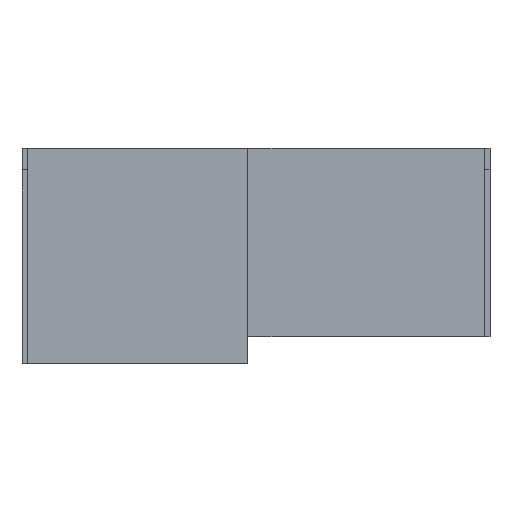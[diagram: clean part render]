
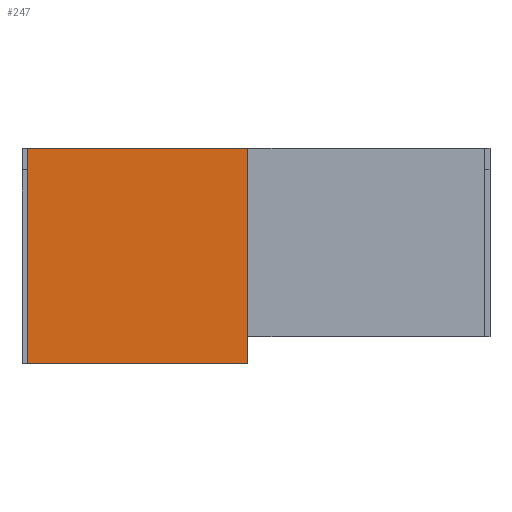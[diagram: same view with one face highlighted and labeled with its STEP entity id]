
A CAD part, front view. The second image highlights one B-rep face of the part: STEP entity #247.
In plain terms, the highlighted planar face has unit normal (0, -1, 0).
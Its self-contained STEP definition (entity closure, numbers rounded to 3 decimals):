
#41=CARTESIAN_POINT('POINT5',(340.36,119.38,457.2));
#42=VERTEX_POINT('VERTEX5',#41);
#75=CARTESIAN_POINT('POINT10',(444.5,119.38,457.2));
#76=VERTEX_POINT('VERTEX10',#75);
#83=CARTESIAN_POINT('POS11',(444.5,119.38,457.2));
#84=DIRECTION('DIR12',(-1.,0.,0.));
#85=VECTOR('VEC10',#84,25.4);
#86=LINE('STRAIGHT10',#83,#85);
#87=EDGE_CURVE('EDGE10',#76,#42,#86,.T.);
#200=CARTESIAN_POINT('POINT15',(444.5,119.38,558.8));
#201=VERTEX_POINT('VERTEX15',#200);
#202=CARTESIAN_POINT('POS26',(444.5,119.38,558.8));
#203=DIRECTION('DIR32',(0.,0.,-1.));
#204=VECTOR('VEC20',#203,25.4);
#205=LINE('STRAIGHT20',#202,#204);
#206=EDGE_CURVE('EDGE20',#201,#76,#205,.T.);
#224=CARTESIAN_POINT('POINT16',(340.36,119.38,558.8));
#225=VERTEX_POINT('VERTEX16',#224);
#226=CARTESIAN_POINT('POS29',(340.36,119.38,558.8));
#227=DIRECTION('DIR36',(0.,0.,-1.));
#228=VECTOR('VEC22',#227,25.4);
#229=LINE('STRAIGHT22',#226,#228);
#230=EDGE_CURVE('EDGE22',#225,#42,#229,.T.);
#231=ORIENTED_EDGE('COEDGE33',*,*,#230,.T.);
#232=ORIENTED_EDGE('COEDGE34',*,*,#87,.F.);
#233=ORIENTED_EDGE('COEDGE35',*,*,#206,.F.);
#234=CARTESIAN_POINT('POS30',(444.5,119.38,558.8));
#235=DIRECTION('DIR37',(-1.,0.,0.));
#236=VECTOR('VEC23',#235,25.4);
#237=LINE('STRAIGHT23',#234,#236);
#238=EDGE_CURVE('EDGE23',#201,#225,#237,.T.);
#239=ORIENTED_EDGE('COEDGE36',*,*,#238,.T.);
#240=EDGE_LOOP('NONE',(#231,#232,#233,#239));
#241=FACE_BOUND('LOOP1',#240,.T.);
#242=CARTESIAN_POINT('POS31',(444.5,119.38,558.8));
#243=DIRECTION('DIR38',(0.,-1.,0.));
#244=DIRECTION('DIR39',(1.,0.,0.));
#245=AXIS2_PLACEMENT_3D('AXIS8',#242,#243,#244);
#246=PLANE('PLANE8',#245);
#247=ADVANCED_FACE('FACE8',(#241),#246,.T.);
